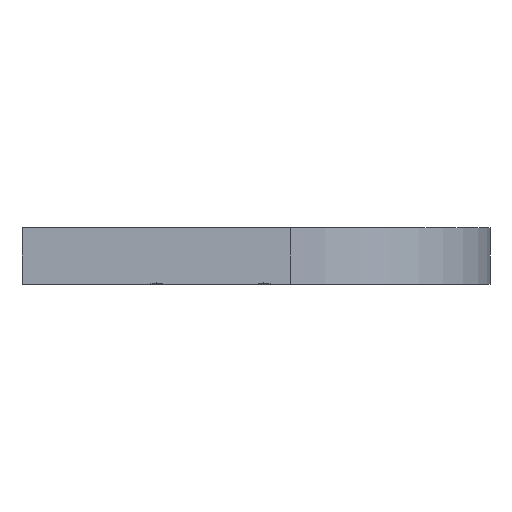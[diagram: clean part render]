
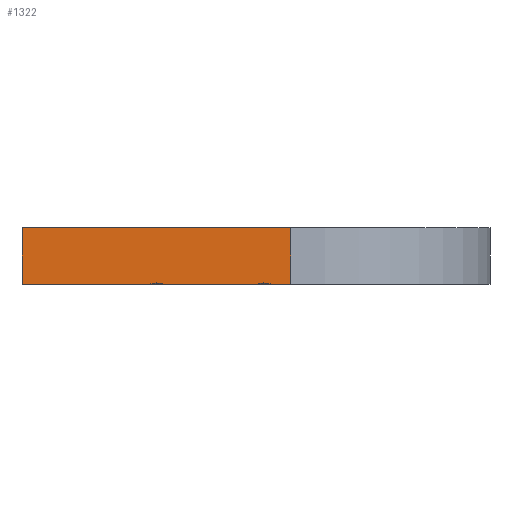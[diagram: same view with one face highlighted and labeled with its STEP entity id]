
A CAD part, left-side view. The second image highlights one B-rep face of the part: STEP entity #1322.
In plain terms, the highlighted planar face has unit normal (-1, 0, 0).
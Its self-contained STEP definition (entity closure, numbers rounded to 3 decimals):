
#28 = CARTESIAN_POINT ( 'NONE',  ( -44.45, 30., 0.3 ) ) ;
#39 = CARTESIAN_POINT ( 'NONE',  ( -44.45, 7.921, 0. ) ) ;
#45 = VERTEX_POINT ( 'NONE', #39 ) ;
#50 = ORIENTED_EDGE ( 'NONE', *, *, #1779, .T. ) ;
#51 = B_SPLINE_CURVE_WITH_KNOTS ( 'NONE', 3,
 ( #121, #760, #1397, #1902, #459, #1544 ),
 .UNSPECIFIED., .F., .F.,
 ( 4, 2, 4 ),
 ( 0.024, 0.025, 0.026 ),
 .UNSPECIFIED. ) ;
#52 = VECTOR ( 'NONE', #1576, 1000. ) ;
#65 = CARTESIAN_POINT ( 'NONE',  ( -44.45, 5.347, 0.273 ) ) ;
#87 = CARTESIAN_POINT ( 'NONE',  ( -44.45, 28.079, 0. ) ) ;
#92 = ORIENTED_EDGE ( 'NONE', *, *, #1479, .F. ) ;
#102 = VERTEX_POINT ( 'NONE', #1027 ) ;
#121 = CARTESIAN_POINT ( 'NONE',  ( -44.45, 28.079, 0. ) ) ;
#137 = VERTEX_POINT ( 'NONE', #1332 ) ;
#150 = VERTEX_POINT ( 'NONE', #1372 ) ;
#156 = CARTESIAN_POINT ( 'NONE',  ( -44.45, 30., 0.3 ) ) ;
#171 = VERTEX_POINT ( 'NONE', #583 ) ;
#206 = ORIENTED_EDGE ( 'NONE', *, *, #359, .F. ) ;
#209 = EDGE_LOOP ( 'NONE', ( #2070, #1582, #50, #283, #2042, #92, #1040, #299, #1605, #206 ) ) ;
#253 = EDGE_CURVE ( 'NONE', #102, #150, #1061, .T. ) ;
#255 = DIRECTION ( 'NONE',  ( 0., 1., 0. ) ) ;
#260 = VERTEX_POINT ( 'NONE', #87 ) ;
#283 = ORIENTED_EDGE ( 'NONE', *, *, #1054, .T. ) ;
#299 = ORIENTED_EDGE ( 'NONE', *, *, #527, .F. ) ;
#312 = DIRECTION ( 'NONE',  ( 0., 0., -1. ) ) ;
#329 = EDGE_CURVE ( 'NONE', #137, #958, #697, .T. ) ;
#359 = EDGE_CURVE ( 'NONE', #958, #171, #1628, .T. ) ;
#381 = AXIS2_PLACEMENT_3D ( 'NONE', #1571, #1220, #1728 ) ;
#459 = CARTESIAN_POINT ( 'NONE',  ( -44.45, 29.674, 0.3 ) ) ;
#469 = LINE ( 'NONE', #1593, #1338 ) ;
#527 = EDGE_CURVE ( 'NONE', #45, #260, #934, .T. ) ;
#539 = CARTESIAN_POINT ( 'NONE',  ( -44.45, 6., 0.3 ) ) ;
#566 = VERTEX_POINT ( 'NONE', #1797 ) ;
#583 = CARTESIAN_POINT ( 'NONE',  ( -44.45, 6., 0.3 ) ) ;
#662 = CARTESIAN_POINT ( 'NONE',  ( -44.45, 31.294, 0.191 ) ) ;
#687 = VERTEX_POINT ( 'NONE', #1009 ) ;
#697 = LINE ( 'NONE', #1055, #1088 ) ;
#760 = CARTESIAN_POINT ( 'NONE',  ( -44.45, 28.391, 0.095 ) ) ;
#763 = DIRECTION ( 'NONE',  ( 0., 1., 0. ) ) ;
#778 = VECTOR ( 'NONE', #255, 1000. ) ;
#790 = CARTESIAN_POINT ( 'NONE',  ( -44.45, -44.45, 0. ) ) ;
#792 = CARTESIAN_POINT ( 'NONE',  ( -44.45, 7.294, 0.191 ) ) ;
#802 = CARTESIAN_POINT ( 'NONE',  ( -44.45, 6., 0.3 ) ) ;
#806 = EDGE_CURVE ( 'NONE', #137, #687, #1336, .T. ) ;
#873 = CARTESIAN_POINT ( 'NONE',  ( -44.45, 4.079, 0. ) ) ;
#887 = VECTOR ( 'NONE', #763, 1000. ) ;
#897 = LINE ( 'NONE', #1547, #887 ) ;
#934 = LINE ( 'NONE', #790, #52 ) ;
#958 = VERTEX_POINT ( 'NONE', #1233 ) ;
#963 = EDGE_CURVE ( 'NONE', #260, #1804, #51, .T. ) ;
#1009 = CARTESIAN_POINT ( 'NONE',  ( -44.45, 0., 12.7 ) ) ;
#1027 = CARTESIAN_POINT ( 'NONE',  ( -44.45, 31.921, 0. ) ) ;
#1040 = ORIENTED_EDGE ( 'NONE', *, *, #963, .F. ) ;
#1050 = CARTESIAN_POINT ( 'NONE',  ( -44.45, 0., 12.7 ) ) ;
#1054 = EDGE_CURVE ( 'NONE', #566, #150, #469, .T. ) ;
#1055 = CARTESIAN_POINT ( 'NONE',  ( -44.45, -44.45, 0. ) ) ;
#1061 = LINE ( 'NONE', #1519, #778 ) ;
#1088 = VECTOR ( 'NONE', #1360, 1000. ) ;
#1113 = VECTOR ( 'NONE', #1502, 1000. ) ;
#1147 = CARTESIAN_POINT ( 'NONE',  ( -44.45, 6.655, 0.3 ) ) ;
#1220 = DIRECTION ( 'NONE',  ( -1., 0., 0. ) ) ;
#1233 = CARTESIAN_POINT ( 'NONE',  ( -44.45, 4.079, 0. ) ) ;
#1268 = CARTESIAN_POINT ( 'NONE',  ( -44.45, 7.921, 0. ) ) ;
#1281 = CARTESIAN_POINT ( 'NONE',  ( -44.45, 31.921, 0. ) ) ;
#1322 = ADVANCED_FACE ( 'NONE', ( #1887 ), #1867, .T. ) ;
#1332 = CARTESIAN_POINT ( 'NONE',  ( -44.45, 0., 0. ) ) ;
#1336 = LINE ( 'NONE', #1050, #1113 ) ;
#1338 = VECTOR ( 'NONE', #312, 1000. ) ;
#1360 = DIRECTION ( 'NONE',  ( 0., 1., 0. ) ) ;
#1372 = CARTESIAN_POINT ( 'NONE',  ( -44.45, 60., 0. ) ) ;
#1397 = CARTESIAN_POINT ( 'NONE',  ( -44.45, 28.707, 0.17 ) ) ;
#1479 = EDGE_CURVE ( 'NONE', #1804, #102, #1616, .T. ) ;
#1502 = DIRECTION ( 'NONE',  ( 0., 0., 1. ) ) ;
#1515 = CARTESIAN_POINT ( 'NONE',  ( -44.45, 4.707, 0.17 ) ) ;
#1519 = CARTESIAN_POINT ( 'NONE',  ( -44.45, -44.45, 0. ) ) ;
#1544 = CARTESIAN_POINT ( 'NONE',  ( -44.45, 30., 0.3 ) ) ;
#1547 = CARTESIAN_POINT ( 'NONE',  ( -44.45, -44.45, 12.7 ) ) ;
#1571 = CARTESIAN_POINT ( 'NONE',  ( -44.45, -44.45, 12.7 ) ) ;
#1576 = DIRECTION ( 'NONE',  ( 0., 1., 0. ) ) ;
#1582 = ORIENTED_EDGE ( 'NONE', *, *, #806, .T. ) ;
#1593 = CARTESIAN_POINT ( 'NONE',  ( -44.45, 60., 12.7 ) ) ;
#1605 = ORIENTED_EDGE ( 'NONE', *, *, #1873, .F. ) ;
#1616 = B_SPLINE_CURVE_WITH_KNOTS ( 'NONE', 3,
 ( #28, #1907, #662, #1281 ),
 .UNSPECIFIED., .F., .F.,
 ( 4, 4 ),
 ( 0.026, 0.028 ),
 .UNSPECIFIED. ) ;
#1628 = B_SPLINE_CURVE_WITH_KNOTS ( 'NONE', 3,
 ( #873, #1976, #1515, #65, #1689, #539 ),
 .UNSPECIFIED., .F., .F.,
 ( 4, 2, 4 ),
 ( 0.024, 0.025, 0.026 ),
 .UNSPECIFIED. ) ;
#1689 = CARTESIAN_POINT ( 'NONE',  ( -44.45, 5.674, 0.3 ) ) ;
#1728 = DIRECTION ( 'NONE',  ( 0., -1., 0. ) ) ;
#1779 = EDGE_CURVE ( 'NONE', #687, #566, #897, .T. ) ;
#1797 = CARTESIAN_POINT ( 'NONE',  ( -44.45, 60., 12.7 ) ) ;
#1804 = VERTEX_POINT ( 'NONE', #156 ) ;
#1867 = PLANE ( 'NONE',  #381 ) ;
#1873 = EDGE_CURVE ( 'NONE', #171, #45, #1946, .T. ) ;
#1887 = FACE_OUTER_BOUND ( 'NONE', #209, .T. ) ;
#1902 = CARTESIAN_POINT ( 'NONE',  ( -44.45, 29.347, 0.273 ) ) ;
#1907 = CARTESIAN_POINT ( 'NONE',  ( -44.45, 30.655, 0.3 ) ) ;
#1946 = B_SPLINE_CURVE_WITH_KNOTS ( 'NONE', 3,
 ( #802, #1147, #792, #1268 ),
 .UNSPECIFIED., .F., .F.,
 ( 4, 4 ),
 ( 0.026, 0.028 ),
 .UNSPECIFIED. ) ;
#1976 = CARTESIAN_POINT ( 'NONE',  ( -44.45, 4.391, 0.095 ) ) ;
#2042 = ORIENTED_EDGE ( 'NONE', *, *, #253, .F. ) ;
#2070 = ORIENTED_EDGE ( 'NONE', *, *, #329, .F. ) ;
